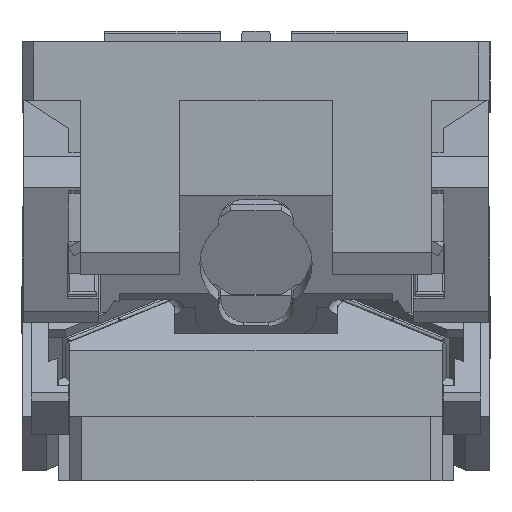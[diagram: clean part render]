
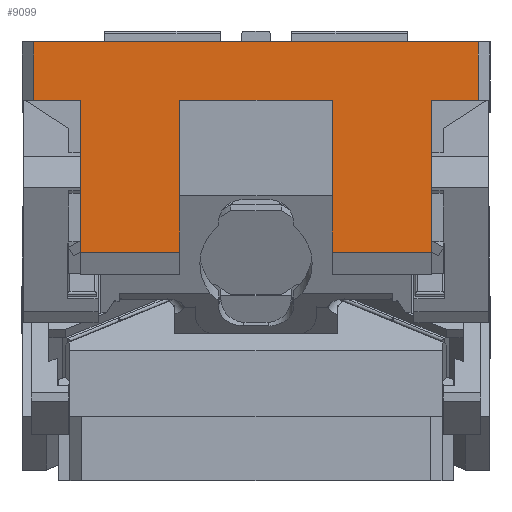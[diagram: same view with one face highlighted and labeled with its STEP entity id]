
A CAD part, left-side view. The second image highlights one B-rep face of the part: STEP entity #9099.
In plain terms, the highlighted planar face has unit normal (-1, 0, 0).
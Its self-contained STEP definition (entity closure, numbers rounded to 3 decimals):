
#1576=CARTESIAN_POINT('Vertex',(-340.,190.,245.)) ;
#1590=CARTESIAN_POINT('Vertex',(-340.,190.,195.)) ;
#1593=CARTESIAN_POINT('Line Origine',(-340.,190.,220.)) ;
#1631=CARTESIAN_POINT('Line Origine',(-340.,0.,245.)) ;
#1635=CARTESIAN_POINT('Vertex',(-340.,-190.,245.)) ;
#1950=CARTESIAN_POINT('Line Origine',(-340.,-190.,220.)) ;
#1954=CARTESIAN_POINT('Vertex',(-340.,-190.,195.)) ;
#1985=CARTESIAN_POINT('Vertex',(-340.,-150.,65.337)) ;
#2054=CARTESIAN_POINT('Vertex',(-340.,-150.,195.)) ;
#2057=CARTESIAN_POINT('Line Origine',(-340.,-150.,130.169)) ;
#2087=CARTESIAN_POINT('Vertex',(-340.,-65.,65.337)) ;
#2097=CARTESIAN_POINT('Line Origine',(-340.,-107.5,65.337)) ;
#8423=CARTESIAN_POINT('Line Origine',(-340.,-170.,195.)) ;
#8447=CARTESIAN_POINT('Vertex',(-340.,150.,195.)) ;
#8450=CARTESIAN_POINT('Line Origine',(-340.,170.,195.)) ;
#8653=CARTESIAN_POINT('Vertex',(-340.,-65.,195.)) ;
#8656=CARTESIAN_POINT('Line Origine',(-340.,0.,195.)) ;
#8660=CARTESIAN_POINT('Vertex',(-340.,65.,195.)) ;
#8684=CARTESIAN_POINT('Line Origine',(-340.,-65.,130.169)) ;
#8909=CARTESIAN_POINT('Vertex',(-340.,150.,65.337)) ;
#8912=CARTESIAN_POINT('Line Origine',(-340.,150.,130.169)) ;
#9068=CARTESIAN_POINT('Axis2P3D Location',(-340.,-200.,195.)) ;
#9073=CARTESIAN_POINT('Line Origine',(-340.,107.5,65.337)) ;
#9077=CARTESIAN_POINT('Vertex',(-340.,65.,65.337)) ;
#9080=CARTESIAN_POINT('Line Origine',(-340.,65.,130.169)) ;
#1594=DIRECTION('Vector Direction',(0.,0.,-1.)) ;
#1632=DIRECTION('Vector Direction',(0.,1.,0.)) ;
#1951=DIRECTION('Vector Direction',(0.,0.,1.)) ;
#2058=DIRECTION('Vector Direction',(0.,0.,1.)) ;
#2098=DIRECTION('Vector Direction',(0.,-1.,0.)) ;
#8424=DIRECTION('Vector Direction',(0.,1.,0.)) ;
#8451=DIRECTION('Vector Direction',(0.,1.,0.)) ;
#8657=DIRECTION('Vector Direction',(0.,1.,0.)) ;
#8685=DIRECTION('Vector Direction',(0.,0.,-1.)) ;
#8913=DIRECTION('Vector Direction',(0.,0.,-1.)) ;
#9069=DIRECTION('Axis2P3D Direction',(1.,0.,0.)) ;
#9070=DIRECTION('Axis2P3D XDirection',(0.,0.,1.)) ;
#9074=DIRECTION('Vector Direction',(0.,-1.,0.)) ;
#9081=DIRECTION('Vector Direction',(0.,0.,-1.)) ;
#9071=AXIS2_PLACEMENT_3D('Plane Axis2P3D',#9068,#9069,#9070) ;
#9086=ORIENTED_EDGE('',*,*,#8662,.F.) ;
#9087=ORIENTED_EDGE('',*,*,#8688,.T.) ;
#9088=ORIENTED_EDGE('',*,*,#2101,.T.) ;
#9089=ORIENTED_EDGE('',*,*,#2061,.T.) ;
#9090=ORIENTED_EDGE('',*,*,#8427,.F.) ;
#9091=ORIENTED_EDGE('',*,*,#1956,.T.) ;
#9092=ORIENTED_EDGE('',*,*,#1637,.T.) ;
#9093=ORIENTED_EDGE('',*,*,#1597,.T.) ;
#9094=ORIENTED_EDGE('',*,*,#8454,.F.) ;
#9095=ORIENTED_EDGE('',*,*,#8916,.T.) ;
#9096=ORIENTED_EDGE('',*,*,#9079,.T.) ;
#9097=ORIENTED_EDGE('',*,*,#9084,.F.) ;
#1595=VECTOR('Line Direction',#1594,1.) ;
#1633=VECTOR('Line Direction',#1632,1.) ;
#1952=VECTOR('Line Direction',#1951,1.) ;
#2059=VECTOR('Line Direction',#2058,1.) ;
#2099=VECTOR('Line Direction',#2098,1.) ;
#8425=VECTOR('Line Direction',#8424,1.) ;
#8452=VECTOR('Line Direction',#8451,1.) ;
#8658=VECTOR('Line Direction',#8657,1.) ;
#8686=VECTOR('Line Direction',#8685,1.) ;
#8914=VECTOR('Line Direction',#8913,1.) ;
#9075=VECTOR('Line Direction',#9074,1.) ;
#9082=VECTOR('Line Direction',#9081,1.) ;
#9099=ADVANCED_FACE('CAM HOLDER',(#9098),#9072,.F.) ;
#1597=EDGE_CURVE('',#1577,#1591,#1596,.T.) ;
#1637=EDGE_CURVE('',#1636,#1577,#1634,.T.) ;
#1956=EDGE_CURVE('',#1955,#1636,#1953,.T.) ;
#2061=EDGE_CURVE('',#1986,#2055,#2060,.T.) ;
#2101=EDGE_CURVE('',#2088,#1986,#2100,.T.) ;
#8427=EDGE_CURVE('',#1955,#2055,#8426,.T.) ;
#8454=EDGE_CURVE('',#8448,#1591,#8453,.T.) ;
#8662=EDGE_CURVE('',#8654,#8661,#8659,.T.) ;
#8688=EDGE_CURVE('',#8654,#2088,#8687,.T.) ;
#8916=EDGE_CURVE('',#8448,#8910,#8915,.T.) ;
#9079=EDGE_CURVE('',#8910,#9078,#9076,.T.) ;
#9084=EDGE_CURVE('',#8661,#9078,#9083,.T.) ;
#9085=EDGE_LOOP('',(#9086,#9087,#9088,#9089,#9090,#9091,#9092,#9093,#9094,#9095,#9096,#9097)) ;
#9098=FACE_OUTER_BOUND('',#9085,.T.) ;
#1596=LINE('Line',#1593,#1595) ;
#1634=LINE('Line',#1631,#1633) ;
#1953=LINE('Line',#1950,#1952) ;
#2060=LINE('Line',#2057,#2059) ;
#2100=LINE('Line',#2097,#2099) ;
#8426=LINE('Line',#8423,#8425) ;
#8453=LINE('Line',#8450,#8452) ;
#8659=LINE('Line',#8656,#8658) ;
#8687=LINE('Line',#8684,#8686) ;
#8915=LINE('Line',#8912,#8914) ;
#9076=LINE('Line',#9073,#9075) ;
#9083=LINE('Line',#9080,#9082) ;
#9072=PLANE('Plane',#9071) ;
#1577=VERTEX_POINT('',#1576) ;
#1591=VERTEX_POINT('',#1590) ;
#1636=VERTEX_POINT('',#1635) ;
#1955=VERTEX_POINT('',#1954) ;
#1986=VERTEX_POINT('',#1985) ;
#2055=VERTEX_POINT('',#2054) ;
#2088=VERTEX_POINT('',#2087) ;
#8448=VERTEX_POINT('',#8447) ;
#8654=VERTEX_POINT('',#8653) ;
#8661=VERTEX_POINT('',#8660) ;
#8910=VERTEX_POINT('',#8909) ;
#9078=VERTEX_POINT('',#9077) ;
